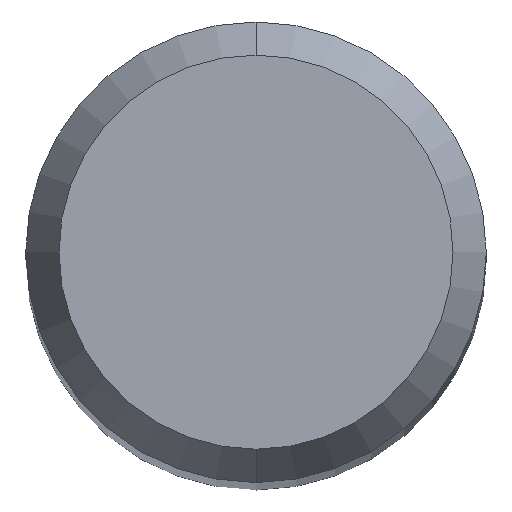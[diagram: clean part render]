
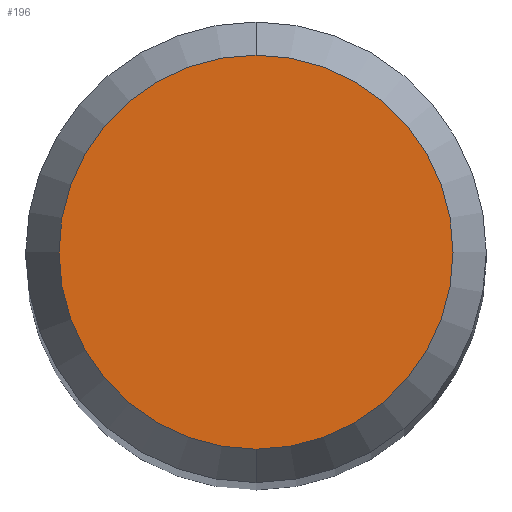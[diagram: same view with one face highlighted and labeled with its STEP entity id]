
A CAD part, top view. The second image highlights one B-rep face of the part: STEP entity #196.
In plain terms, the highlighted planar face has unit normal (0, 0, 1).
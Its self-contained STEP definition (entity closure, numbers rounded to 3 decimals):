
#150=VERTEX_POINT('',#334);
#152=EDGE_CURVE('',#150,#266,#336,.T.);
#196=ADVANCED_FACE('',(#386),#387,.T.);
#222=EDGE_CURVE('',#266,#150,#415,.T.);
#266=VERTEX_POINT('',#466);
#334=CARTESIAN_POINT('',(0.0,1.358,0.01));
#336=CIRCLE('',#544,1.358);
#386=FACE_OUTER_BOUND('',#606,.T.);
#387=PLANE('',#607);
#415=CIRCLE('',#642,1.358);
#466=CARTESIAN_POINT('',(0.,-1.358,0.01));
#544=AXIS2_PLACEMENT_3D('',#768,#769,#770);
#606=EDGE_LOOP('',(#837,#838));
#607=AXIS2_PLACEMENT_3D('',#839,#840,#841);
#642=AXIS2_PLACEMENT_3D('',#875,#876,#877);
#768=CARTESIAN_POINT('',(0.0,0.0,0.01));
#769=DIRECTION('',(0.0,0.0,-1.0));
#770=DIRECTION('',(0.0,1.0,0.0));
#837=ORIENTED_EDGE('',*,*,#152,.F.);
#838=ORIENTED_EDGE('',*,*,#222,.F.);
#839=CARTESIAN_POINT('',(0.0,0.679,0.01));
#840=DIRECTION('',(-0.0,0.0,1.0));
#841=DIRECTION('',(0.0,-1.0,0.0));
#875=CARTESIAN_POINT('',(0.0,0.0,0.01));
#876=DIRECTION('',(0.0,0.0,-1.0));
#877=DIRECTION('',(0.0,1.0,0.0));
